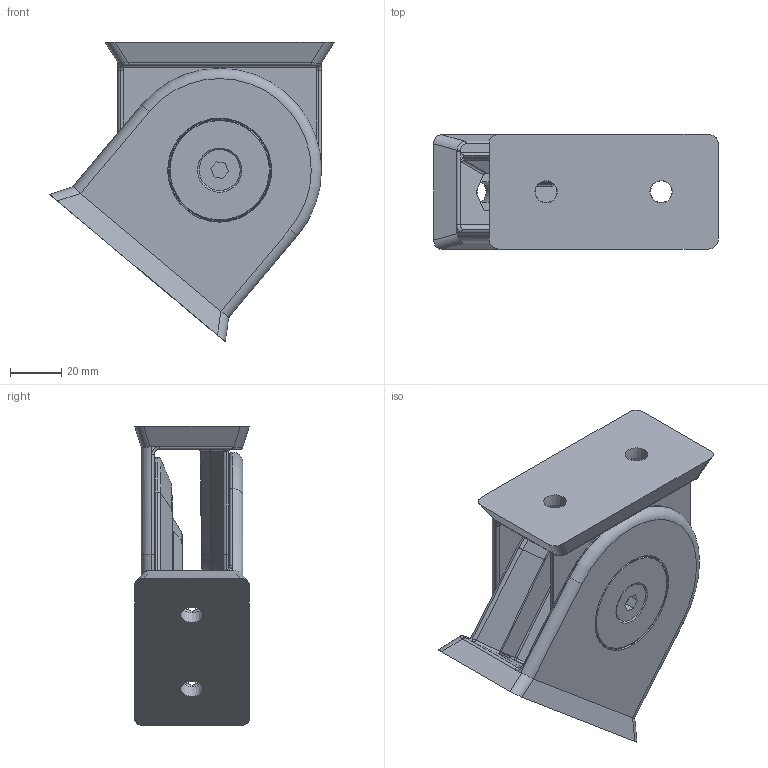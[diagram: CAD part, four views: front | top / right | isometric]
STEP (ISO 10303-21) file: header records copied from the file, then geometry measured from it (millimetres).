
FILE_DESCRIPTION (( 'STEP AP214' ), '1' );
FILE_NAME ('093g4590an.STEP', '2011-11-07T08:43:33', ( 'DE01PC042' ), ( 'Fath GmbH' ), 'SwSTEP 2.0', 'SolidWorks 2011', '' );
FILE_SCHEMA (( 'AUTOMOTIVE_DESIGN' ));
Length unit declared in the file: millimetre
Products named in the file (5): 4din7991m0816e_4din7991m0816e; 093gr01_093 g r01; 093gr02_093 g r02; 093g4080r01_093 g 4590 r02; 093g4590an
Assembly tree (8 placements, depth 2):
  093g4590an
    093gr02_093 g r02  x2
    093gr01_093 g r01  x2
    4din7991m0816e_4din7991m0816e  x2
    093g4080r01_093 g 4590 r02  x2
Bounding box: 111.26 x 44.8 x 117.1 mm (x, y, z)
Volume: 188003.7 mm3; surface area: 78937.4 mm2
Topology: 8 solids, 8 shells, 438 faces, 1026 edges, 624 vertices
Faces by surface type: plane 178, cylinder 118, torus 64, cone 42, bspline 36
Full cylindrical faces by diameter (mm): 2 x4, 6.8 x2, 8 x2, 9 x2, 16 x2, 20 x2, 28 x2, 40 x2, 69.6 x2, 70 x2
Entity records: 7204 total; most frequent: CARTESIAN_POINT 2314, DIRECTION 986, ORIENTED_EDGE 930, EDGE_CURVE 465, AXIS2_PLACEMENT_3D 397, VERTEX_POINT 304, EDGE_LOOP 281, FACE_OUTER_BOUND 241
